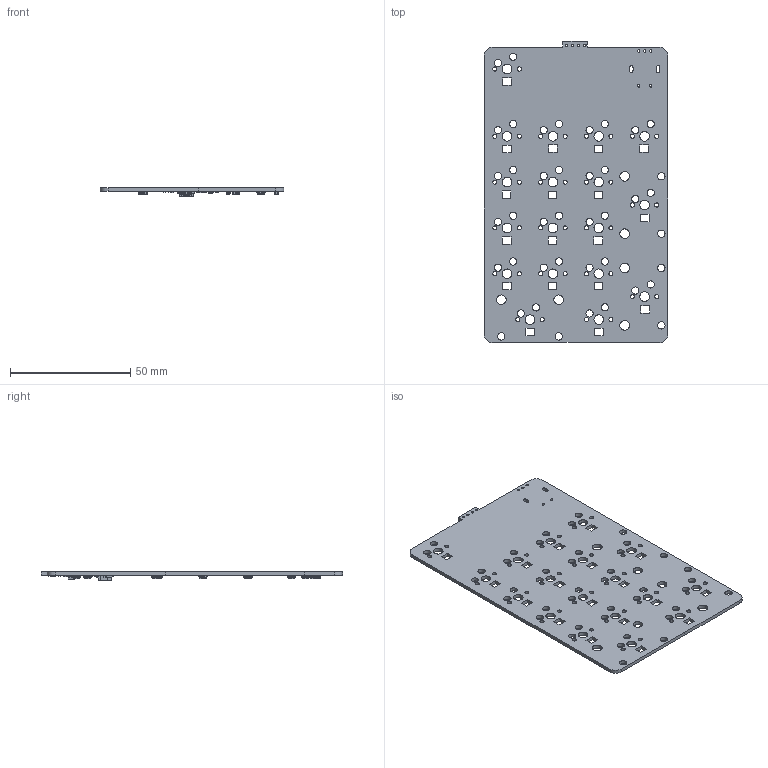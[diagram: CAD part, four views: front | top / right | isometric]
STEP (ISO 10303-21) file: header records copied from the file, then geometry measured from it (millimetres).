
FILE_DESCRIPTION(('KiCad electronic assembly'),'2;1');
FILE_NAME('discipad-pcb.step','2025-07-22T23:11:21',('Pcbnew'),('Kicad') ,'Open CASCADE STEP processor 7.9','KiCad to STEP converter','Unknown' );
FILE_SCHEMA(('AUTOMOTIVE_DESIGN { 1 0 10303 214 1 1 1 1 }'));
Length unit declared in the file: millimetre
Products named in the file (12): discipad-pcb 1; D_SOD-123; C_0402_1005Metric; Fuse_0603_1608Metric; R_0402_1005Metric; SOT-23-5; Crystal_SMD_2520-4Pin_2.5x2.0mm; Hirose_FH12-6S-0.5SH_1x06-1MP_P0.50mm_Horizontal; body; lock; pins; WIRED_PCB
Assembly tree (53 placements, depth 3):
  discipad-pcb 1
    D_SOD-123  x19
    C_0402_1005Metric  x14
    Fuse_0603_1608Metric
    R_0402_1005Metric  x12
    SOT-23-5
    Crystal_SMD_2520-4Pin_2.5x2.0mm
    Hirose_FH12-6S-0.5SH_1x06-1MP_P0.50mm_Horizontal
      body
      lock
      pins
    WIRED_PCB
Bounding box: 76.33 x 125.2 x 3.6 mm (x, y, z)
Volume: 12988.5 mm3; surface area: 20066 mm2
Topology: 52 solids, 52 shells, 2626 faces, 6547 edges, 4074 vertices
Faces by surface type: plane 1429, cylinder 638, bspline 523, torus 36
Full cylindrical faces by diameter (mm): 1 x9, 1.702 x36, 3 x36, 3.048 x6, 3.988 x24
Entity records: 28548 total; most frequent: CARTESIAN_POINT 4570, ORIENTED_EDGE 4110, DIRECTION 4061, EDGE_CURVE 2055, LINE 1443, VECTOR 1443, VERTEX_POINT 1310, AXIS2_PLACEMENT_3D 1309
